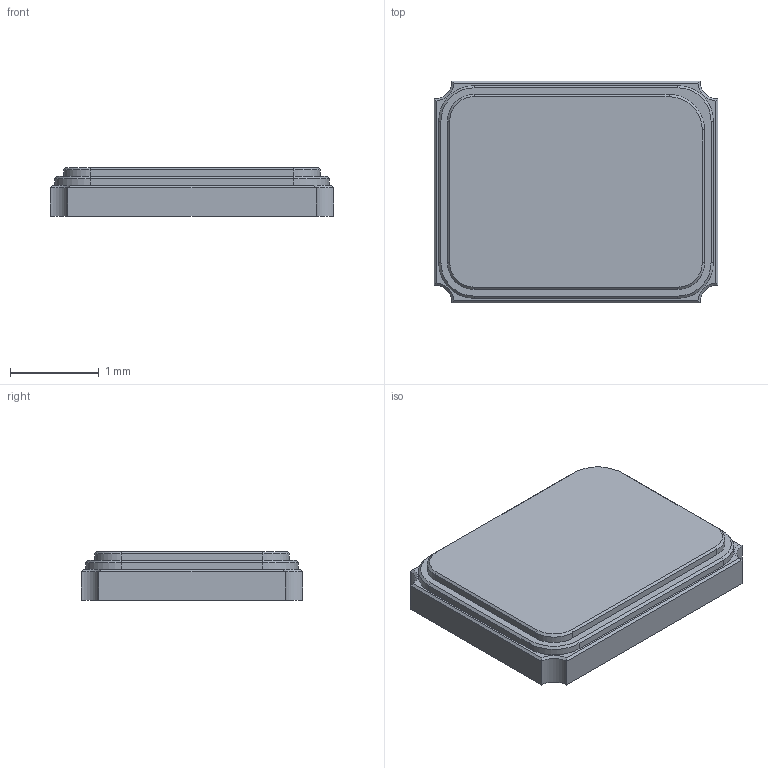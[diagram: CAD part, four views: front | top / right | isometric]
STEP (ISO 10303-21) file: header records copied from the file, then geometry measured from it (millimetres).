
FILE_DESCRIPTION(('FreeCAD Model'),'2;1');
FILE_NAME('NX3225SA v004_sp.step', '2017-10-19T15:47:21',('kicad StepUp'),('ksu MCAD'), 'Open CASCADE STEP processor 6.8','FreeCAD','Unknown');
FILE_SCHEMA(('AUTOMOTIVE_DESIGN_CC2 { 1 2 10303 214 -1 1 5 4 }'));
Length unit declared in the file: millimetre
Products named in the file (1): NX3225SA_v004_sp
Bounding box: 3.2 x 2.5 x 0.55 mm (x, y, z)
Volume: 4.1 mm3; surface area: 21.2 mm2
Topology: 1 solids, 1 shells, 52 faces, 120 edges, 72 vertices
Faces by surface type: plane 28, cone 12, cylinder 12
Entity records: 1834 total; most frequent: CARTESIAN_POINT 269, DIRECTION 254, ORIENTED_EDGE 240, EDGE_CURVE 120, AXIS2_PLACEMENT_3D 89, LINE 76, VECTOR 76, VERTEX_POINT 72
